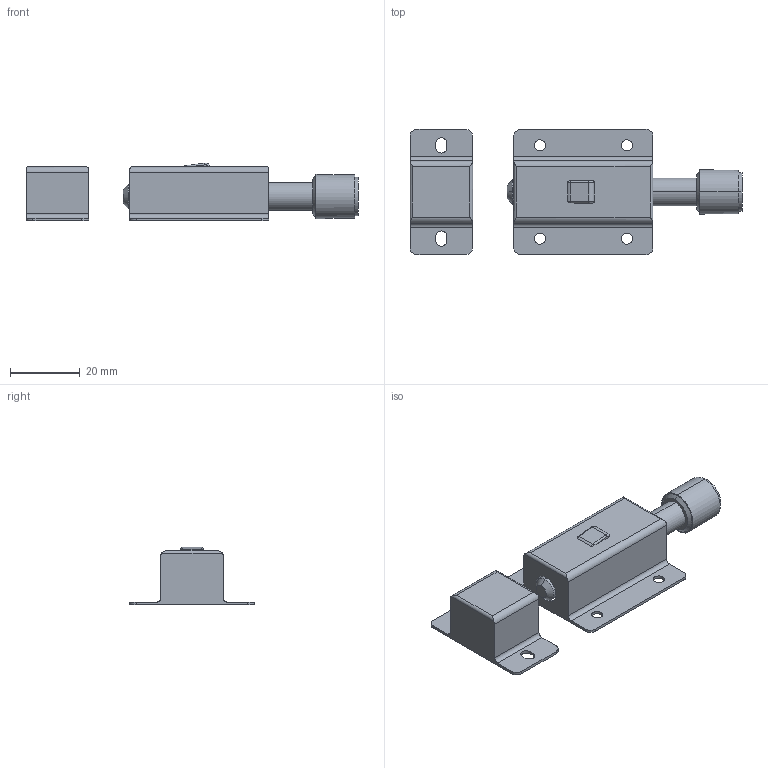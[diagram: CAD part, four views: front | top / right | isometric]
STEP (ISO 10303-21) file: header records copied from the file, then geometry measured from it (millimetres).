
FILE_DESCRIPTION( (''), '2;1');
FILE_NAME ('PC007.20044.TL_449SUS_28189.stp','2025-01-14T09:53:09',(''),(''),'spGate 19.8.4 (****-****-****-****)','','');
FILE_SCHEMA (('AUTOMOTIVE_DESIGN'));
Length unit declared in the file: millimetre
Products named in the file (4): Assembly; ケース; ロックボルト; TL_449SUS_K
Assembly tree (3 placements, depth 2):
  Assembly
    ケース
    ロックボルト
    TL_449SUS_K
Bounding box: 95.43 x 36 x 16.61 mm (x, y, z)
Volume: 7733.7 mm3; surface area: 11632.8 mm2
Topology: 3 solids, 3 shells, 130 faces, 333 edges, 218 vertices
Faces by surface type: cylinder 66, plane 54, bspline 10
Entity records: 6886 total; most frequent: CARTESIAN_POINT 931, DIRECTION 675, ORIENTED_EDGE 666, COLOUR_RGB 466, PRESENTATION_STYLE_ASSIGNMENT 466, STYLED_ITEM 466, EDGE_CURVE 333, DRAUGHTING_PRE_DEFINED_CURVE_FONT 333
